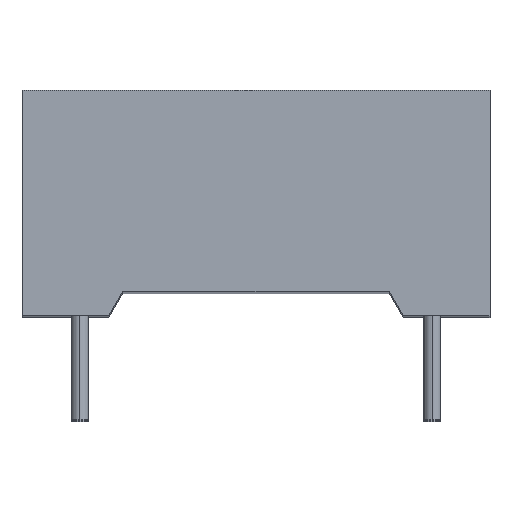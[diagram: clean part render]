
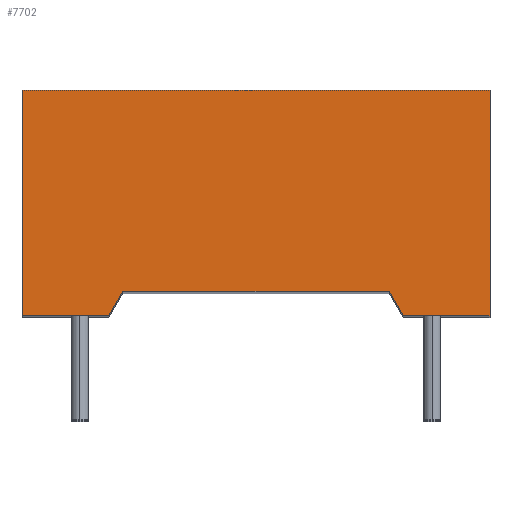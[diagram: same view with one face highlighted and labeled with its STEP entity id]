
A CAD part, top view. The second image highlights one B-rep face of the part: STEP entity #7702.
In plain terms, the highlighted planar face has unit normal (0, 0, 1).
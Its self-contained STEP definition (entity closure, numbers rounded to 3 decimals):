
#145 = CARTESIAN_POINT ( 'NONE',  ( 3.846, 0., 18. ) ) ;
#157 = EDGE_CURVE ( 'NONE', #10064, #8950, #2845, .T. ) ;
#213 = DIRECTION ( 'NONE',  ( 0.5, -0.866, 0. ) ) ;
#246 = CARTESIAN_POINT ( 'NONE',  ( 6.75, -0.7, 18. ) ) ;
#458 = VECTOR ( 'NONE', #7576, 1000. ) ;
#586 = AXIS2_PLACEMENT_3D ( 'NONE', #2651, #11266, #6477 ) ;
#802 = ORIENTED_EDGE ( 'NONE', *, *, #4802, .T. ) ;
#1079 = VECTOR ( 'NONE', #11849, 1000. ) ;
#1345 = VECTOR ( 'NONE', #8557, 1000. ) ;
#1506 = LINE ( 'NONE', #3394, #1931 ) ;
#1507 = VECTOR ( 'NONE', #6217, 1000. ) ;
#1931 = VECTOR ( 'NONE', #11062, 1000. ) ;
#2057 = EDGE_CURVE ( 'NONE', #9825, #10487, #11125, .T. ) ;
#2406 = CARTESIAN_POINT ( 'NONE',  ( 4.25, -0.7, 18. ) ) ;
#2620 = ORIENTED_EDGE ( 'NONE', *, *, #11669, .T. ) ;
#2651 = CARTESIAN_POINT ( 'NONE',  ( 0., 0., 18. ) ) ;
#2845 = LINE ( 'NONE', #6567, #458 ) ;
#3211 = EDGE_CURVE ( 'NONE', #9904, #6438, #11319, .T. ) ;
#3327 = CARTESIAN_POINT ( 'NONE',  ( 6.75, 5.8, 18. ) ) ;
#3394 = CARTESIAN_POINT ( 'NONE',  ( 6.75, -0.7, 18. ) ) ;
#3409 = ORIENTED_EDGE ( 'NONE', *, *, #157, .T. ) ;
#3516 = ORIENTED_EDGE ( 'NONE', *, *, #5547, .T. ) ;
#3553 = CARTESIAN_POINT ( 'NONE',  ( -4.25, -0.7, 18. ) ) ;
#4562 = LINE ( 'NONE', #10481, #7772 ) ;
#4802 = EDGE_CURVE ( 'NONE', #8950, #11564, #5103, .T. ) ;
#5103 = LINE ( 'NONE', #7016, #1079 ) ;
#5273 = VECTOR ( 'NONE', #213, 1000. ) ;
#5542 = FACE_OUTER_BOUND ( 'NONE', #9716, .T. ) ;
#5547 = EDGE_CURVE ( 'NONE', #11564, #7275, #12164, .T. ) ;
#5626 = CARTESIAN_POINT ( 'NONE',  ( 3.846, 0., 18. ) ) ;
#5906 = CARTESIAN_POINT ( 'NONE',  ( -6.75, 5.8, 18. ) ) ;
#6087 = ORIENTED_EDGE ( 'NONE', *, *, #3211, .T. ) ;
#6217 = DIRECTION ( 'NONE',  ( 1., 0., 0. ) ) ;
#6438 = VERTEX_POINT ( 'NONE', #5626 ) ;
#6477 = DIRECTION ( 'NONE',  ( 1., 0., 0. ) ) ;
#6567 = CARTESIAN_POINT ( 'NONE',  ( 6.75, 5.8, 18. ) ) ;
#6659 = CARTESIAN_POINT ( 'NONE',  ( 4.25, -0.7, 18. ) ) ;
#6690 = ORIENTED_EDGE ( 'NONE', *, *, #2057, .T. ) ;
#7016 = CARTESIAN_POINT ( 'NONE',  ( -6.75, -0.7, 18. ) ) ;
#7275 = VERTEX_POINT ( 'NONE', #8578 ) ;
#7576 = DIRECTION ( 'NONE',  ( -1., 0., 0. ) ) ;
#7702 = ADVANCED_FACE ( 'NONE', ( #5542 ), #10317, .T. ) ;
#7772 = VECTOR ( 'NONE', #8431, 1000. ) ;
#8417 = DIRECTION ( 'NONE',  ( 1., 0., 0. ) ) ;
#8431 = DIRECTION ( 'NONE',  ( 0.5, 0.866, 0. ) ) ;
#8557 = DIRECTION ( 'NONE',  ( 1., 0., 0. ) ) ;
#8578 = CARTESIAN_POINT ( 'NONE',  ( -4.25, -0.7, 18. ) ) ;
#8950 = VERTEX_POINT ( 'NONE', #5906 ) ;
#8992 = ORIENTED_EDGE ( 'NONE', *, *, #11823, .T. ) ;
#9716 = EDGE_LOOP ( 'NONE', ( #11299, #6690, #2620, #3409, #802, #3516, #8992, #6087 ) ) ;
#9790 = LINE ( 'NONE', #145, #5273 ) ;
#9801 = CARTESIAN_POINT ( 'NONE',  ( -3.846, 0., 18. ) ) ;
#9825 = VERTEX_POINT ( 'NONE', #6659 ) ;
#9904 = VERTEX_POINT ( 'NONE', #9801 ) ;
#10064 = VERTEX_POINT ( 'NONE', #3327 ) ;
#10210 = EDGE_CURVE ( 'NONE', #6438, #9825, #9790, .T. ) ;
#10317 = PLANE ( 'NONE',  #586 ) ;
#10481 = CARTESIAN_POINT ( 'NONE',  ( -3.846, 0., 18. ) ) ;
#10487 = VERTEX_POINT ( 'NONE', #246 ) ;
#10492 = CARTESIAN_POINT ( 'NONE',  ( -3.846, 0., 18. ) ) ;
#11006 = VECTOR ( 'NONE', #8417, 1000. ) ;
#11062 = DIRECTION ( 'NONE',  ( 0., 1., 0. ) ) ;
#11125 = LINE ( 'NONE', #2406, #1507 ) ;
#11266 = DIRECTION ( 'NONE',  ( 0., 0., 1. ) ) ;
#11299 = ORIENTED_EDGE ( 'NONE', *, *, #10210, .T. ) ;
#11319 = LINE ( 'NONE', #10492, #1345 ) ;
#11564 = VERTEX_POINT ( 'NONE', #12384 ) ;
#11669 = EDGE_CURVE ( 'NONE', #10487, #10064, #1506, .T. ) ;
#11823 = EDGE_CURVE ( 'NONE', #7275, #9904, #4562, .T. ) ;
#11849 = DIRECTION ( 'NONE',  ( 0., -1., 0. ) ) ;
#12164 = LINE ( 'NONE', #3553, #11006 ) ;
#12384 = CARTESIAN_POINT ( 'NONE',  ( -6.75, -0.7, 18. ) ) ;
